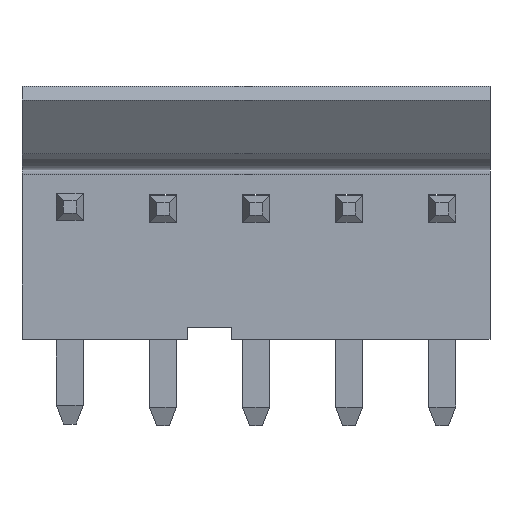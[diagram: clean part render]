
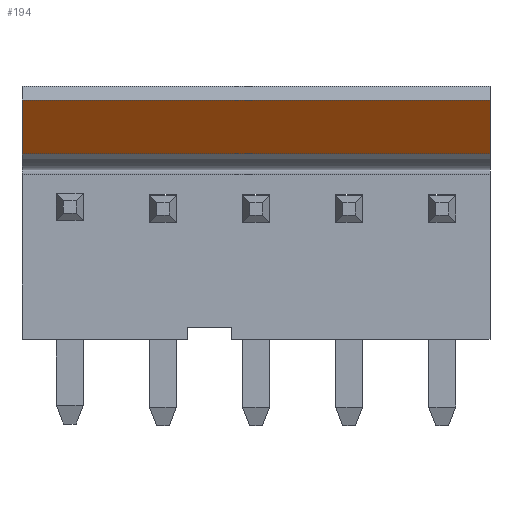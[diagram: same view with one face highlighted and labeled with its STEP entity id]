
A CAD part, top view. The second image highlights one B-rep face of the part: STEP entity #194.
In plain terms, the highlighted planar face has unit normal (0, -0.591, 0.807).
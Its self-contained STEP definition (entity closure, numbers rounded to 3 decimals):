
#194 = ADVANCED_FACE( '', ( #423 ), #424, .T. );
#423 = FACE_OUTER_BOUND( '', #722, .T. );
#424 = PLANE( '', #723 );
#722 = EDGE_LOOP( '', ( #1014, #1015, #1016, #1017 ) );
#723 = AXIS2_PLACEMENT_3D( '', #1018, #1019, #1020 );
#1014 = ORIENTED_EDGE( '', *, *, #1842, .F. );
#1015 = ORIENTED_EDGE( '', *, *, #1843, .F. );
#1016 = ORIENTED_EDGE( '', *, *, #1844, .T. );
#1017 = ORIENTED_EDGE( '', *, *, #1845, .T. );
#1018 = CARTESIAN_POINT( '', ( -9.955, 5.898, 8.977 ) );
#1019 = DIRECTION( '', ( 0., -0.591, 0.807 ) );
#1020 = DIRECTION( '', ( 0., -0.807, -0.591 ) );
#1842 = EDGE_CURVE( '', #2171, #2172, #2173, .T. );
#1843 = EDGE_CURVE( '', #2174, #2171, #2175, .T. );
#1844 = EDGE_CURVE( '', #2174, #2176, #2177, .T. );
#1845 = EDGE_CURVE( '', #2176, #2172, #2178, .T. );
#2171 = VERTEX_POINT( '', #2654 );
#2172 = VERTEX_POINT( '', #2655 );
#2173 = LINE( '', #2656, #2657 );
#2174 = VERTEX_POINT( '', #2658 );
#2175 = LINE( '', #2659, #2660 );
#2176 = VERTEX_POINT( '', #2661 );
#2177 = LINE( '', #2662, #2663 );
#2178 = LINE( '', #2664, #2665 );
#2654 = CARTESIAN_POINT( '', ( 9.955, 8.184, 10.65 ) );
#2655 = CARTESIAN_POINT( '', ( 9.955, 5.898, 8.977 ) );
#2656 = CARTESIAN_POINT( '', ( 9.955, 5.898, 8.977 ) );
#2657 = VECTOR( '', #3342, 1000. );
#2658 = CARTESIAN_POINT( '', ( -9.955, 8.184, 10.65 ) );
#2659 = CARTESIAN_POINT( '', ( -9.955, 8.184, 10.65 ) );
#2660 = VECTOR( '', #3343, 1000. );
#2661 = CARTESIAN_POINT( '', ( -9.955, 5.898, 8.977 ) );
#2662 = CARTESIAN_POINT( '', ( -9.955, 5.898, 8.977 ) );
#2663 = VECTOR( '', #3344, 1000. );
#2664 = CARTESIAN_POINT( '', ( -9.955, 5.898, 8.977 ) );
#2665 = VECTOR( '', #3345, 1000. );
#3342 = DIRECTION( '', ( 0., -0.807, -0.591 ) );
#3343 = DIRECTION( '', ( 1., 0., 0. ) );
#3344 = DIRECTION( '', ( 0., -0.807, -0.591 ) );
#3345 = DIRECTION( '', ( 1., 0., 0. ) );
